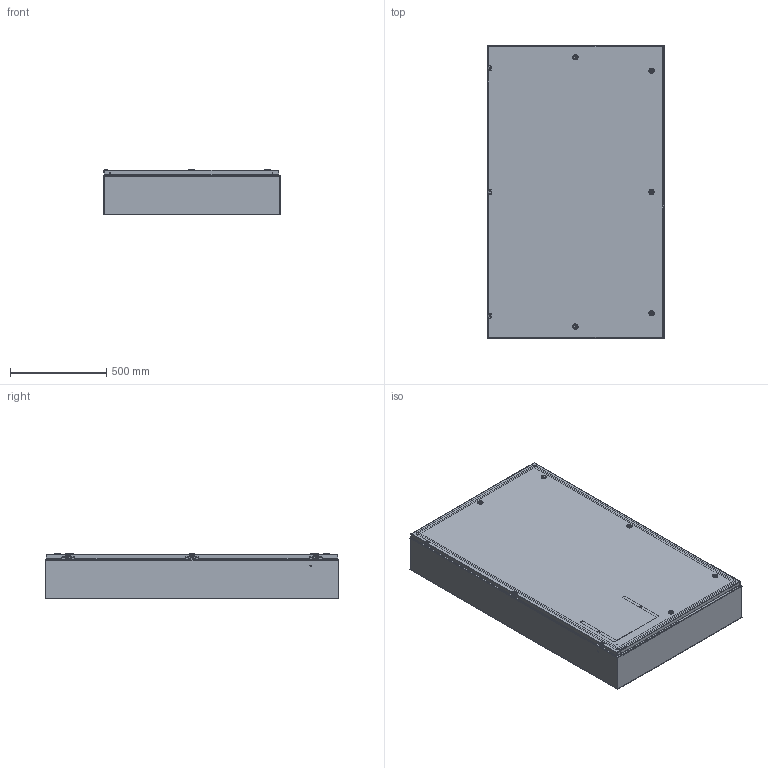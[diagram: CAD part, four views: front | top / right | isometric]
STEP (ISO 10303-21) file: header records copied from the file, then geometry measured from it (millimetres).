
FILE_DESCRIPTION (( 'STEP AP214' ), '1' );
FILE_NAME ('SCE-60EL3608LP_REV1.STEP', '2023-08-23T15:34:02', ( '' ), ( '' ), 'SwSTEP 2.0', 'SolidWorks 2021', '' );
FILE_SCHEMA (( 'AUTOMOTIVE_DESIGN' ));
Length unit declared in the file: inch
Products named in the file (1): SCE-60EL3608LP_REV1
Bounding box: 914.4 x 1524 x 235.06 mm (x, y, z)
Volume: 12202867.4 mm3; surface area: 11236822.6 mm2
Topology: 35 solids, 35 shells, 1788 faces, 4370 edges, 2649 vertices
Faces by surface type: plane 728, cylinder 665, torus 166, bspline 113, cone 60, sphere 56
Full cylindrical faces by diameter (mm): 3.962 x3, 4.775 x4, 11.112 x4
Entity records: 60357 total; most frequent: CARTESIAN_POINT 18031, DIRECTION 8940, ORIENTED_EDGE 8600, EDGE_CURVE 4300, AXIS2_PLACEMENT_3D 3324, VERTEX_POINT 2643, LINE 2292, VECTOR 2292
